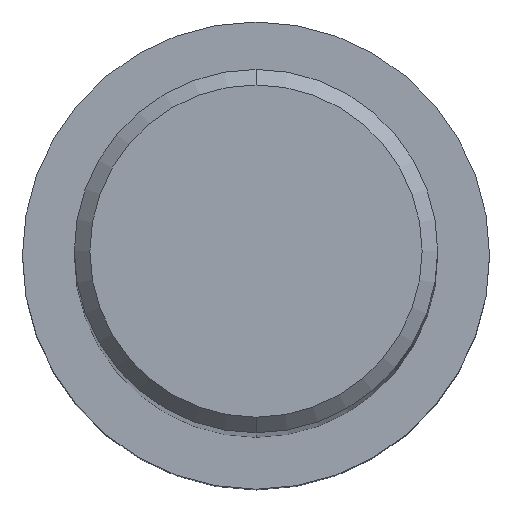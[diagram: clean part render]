
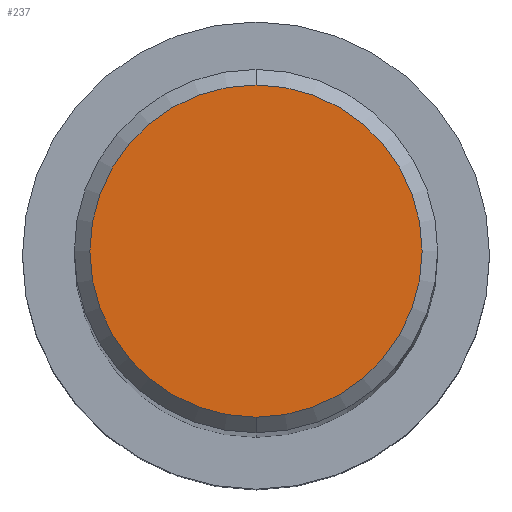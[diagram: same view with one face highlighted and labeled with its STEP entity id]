
A CAD part, top view. The second image highlights one B-rep face of the part: STEP entity #237.
In plain terms, the highlighted planar face has unit normal (0, 0, 1).
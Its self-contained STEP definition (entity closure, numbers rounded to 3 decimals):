
#237=ADVANCED_FACE('',(#580),#581,.T.);
#257=VERTEX_POINT('',#602);
#285=EDGE_CURVE('',#257,#295,#635,.T.);
#295=VERTEX_POINT('',#647);
#451=EDGE_CURVE('',#295,#257,#820,.T.);
#580=FACE_OUTER_BOUND('',#1028,.T.);
#581=PLANE('',#1029);
#602=CARTESIAN_POINT('',(0.,-6.4,0.0));
#635=CIRCLE('',#1105,6.4);
#647=CARTESIAN_POINT('',(0.0,6.4,0.0));
#820=CIRCLE('',#1483,6.4);
#1028=EDGE_LOOP('',(#1690,#1691));
#1029=AXIS2_PLACEMENT_3D('',#1692,#1693,#1694);
#1105=AXIS2_PLACEMENT_3D('',#1766,#1767,#1768);
#1483=AXIS2_PLACEMENT_3D('',#1965,#1966,#1967);
#1690=ORIENTED_EDGE('',*,*,#451,.F.);
#1691=ORIENTED_EDGE('',*,*,#285,.F.);
#1692=CARTESIAN_POINT('',(0.0,3.2,0.0));
#1693=DIRECTION('',(-0.0,0.0,1.0));
#1694=DIRECTION('',(0.0,-1.0,0.0));
#1766=CARTESIAN_POINT('',(0.0,0.0,0.0));
#1767=DIRECTION('',(0.0,0.0,-1.0));
#1768=DIRECTION('',(0.0,1.0,0.0));
#1965=CARTESIAN_POINT('',(0.0,0.0,0.0));
#1966=DIRECTION('',(0.0,0.0,-1.0));
#1967=DIRECTION('',(0.0,1.0,0.0));
